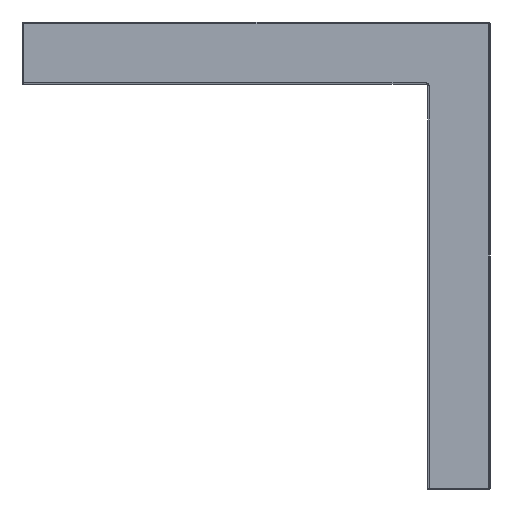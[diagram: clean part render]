
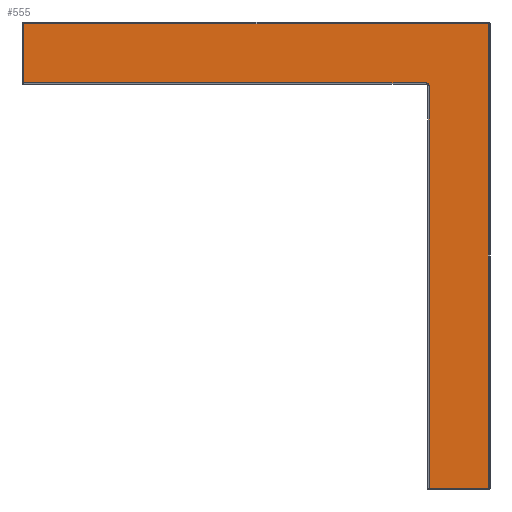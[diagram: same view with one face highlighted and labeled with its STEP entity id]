
A CAD part, left-side view. The second image highlights one B-rep face of the part: STEP entity #555.
In plain terms, the highlighted planar face has unit normal (-1, 0, 0).
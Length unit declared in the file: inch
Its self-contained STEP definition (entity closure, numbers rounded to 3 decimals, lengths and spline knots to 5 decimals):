
#17=PLANE('',#637);
#52=FACE_OUTER_BOUND('',#90,.T.);
#90=EDGE_LOOP('',(#399,#400,#401,#402,#403,#404,#405));
#111=LINE('',#872,#147);
#113=LINE('',#880,#149);
#115=LINE('',#892,#151);
#117=LINE('',#902,#153);
#119=LINE('',#912,#155);
#121=LINE('',#921,#157);
#147=VECTOR('',#682,0.3937);
#149=VECTOR('',#690,0.3937);
#151=VECTOR('',#704,0.3937);
#153=VECTOR('',#716,0.3937);
#155=VECTOR('',#728,0.3937);
#157=VECTOR('',#740,0.3937);
#188=CIRCLE('',#606,0.00787);
#220=VERTEX_POINT('',#865);
#223=VERTEX_POINT('',#870);
#224=VERTEX_POINT('',#874);
#227=VERTEX_POINT('',#882);
#229=VERTEX_POINT('',#888);
#231=VERTEX_POINT('',#896);
#234=VERTEX_POINT('',#906);
#261=EDGE_CURVE('',#223,#220,#111,.T.);
#265=EDGE_CURVE('',#220,#224,#113,.T.);
#268=EDGE_CURVE('',#224,#227,#188,.T.);
#271=EDGE_CURVE('',#227,#229,#115,.T.);
#276=EDGE_CURVE('',#229,#231,#117,.T.);
#281=EDGE_CURVE('',#231,#234,#119,.T.);
#286=EDGE_CURVE('',#234,#223,#121,.T.);
#399=ORIENTED_EDGE('',*,*,#261,.F.);
#400=ORIENTED_EDGE('',*,*,#286,.F.);
#401=ORIENTED_EDGE('',*,*,#281,.F.);
#402=ORIENTED_EDGE('',*,*,#276,.F.);
#403=ORIENTED_EDGE('',*,*,#271,.F.);
#404=ORIENTED_EDGE('',*,*,#268,.F.);
#405=ORIENTED_EDGE('',*,*,#265,.F.);
#555=ADVANCED_FACE('',(#52),#17,.T.);
#606=AXIS2_PLACEMENT_3D('',#886,#697,#698);
#637=AXIS2_PLACEMENT_3D('',#952,#777,#778);
#682=DIRECTION('',(0.,1.,0.));
#690=DIRECTION('',(0.,0.,1.));
#697=DIRECTION('center_axis',(-1.,0.,0.));
#698=DIRECTION('ref_axis',(0.,-0.707,0.707));
#704=DIRECTION('',(0.,1.,0.));
#716=DIRECTION('',(0.,0.,1.));
#728=DIRECTION('',(0.,-1.,0.));
#740=DIRECTION('',(0.,0.,-1.));
#777=DIRECTION('center_axis',(-1.,0.,0.));
#778=DIRECTION('ref_axis',(0.,0.,1.));
#865=CARTESIAN_POINT('',(-3.93701,0.15354,-1.17717));
#870=CARTESIAN_POINT('',(-3.93701,0.00394,-1.17717));
#872=CARTESIAN_POINT('',(-3.93701,0.29528,-1.17717));
#874=CARTESIAN_POINT('',(-3.93701,0.15354,-0.16142));
#880=CARTESIAN_POINT('',(-3.93701,0.15354,-0.88583));
#882=CARTESIAN_POINT('',(-3.93701,0.16142,-0.15354));
#886=CARTESIAN_POINT('Origin',(-3.93701,0.16142,-0.16142));
#888=CARTESIAN_POINT('',(-3.93701,1.17717,-0.15354));
#892=CARTESIAN_POINT('',(-3.93701,0.37402,-0.15354));
#896=CARTESIAN_POINT('',(-3.93701,1.17717,-0.00394));
#902=CARTESIAN_POINT('',(-3.93701,1.17717,-0.37402));
#906=CARTESIAN_POINT('',(-3.93701,0.00394,-0.00394));
#912=CARTESIAN_POINT('',(-3.93701,0.88583,-0.00394));
#921=CARTESIAN_POINT('',(-3.93701,0.00394,-0.29528));
#952=CARTESIAN_POINT('Origin',(-3.93701,0.59055,-0.59055));
